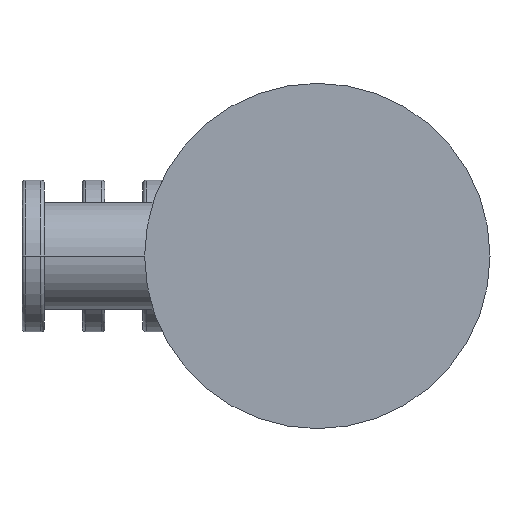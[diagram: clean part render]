
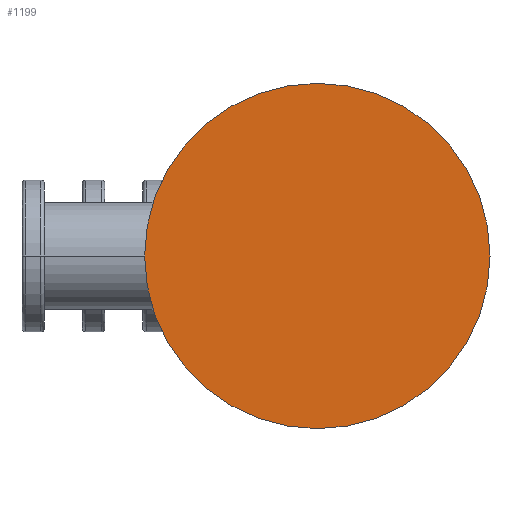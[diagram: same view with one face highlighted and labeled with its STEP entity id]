
A CAD part, left-side view. The second image highlights one B-rep face of the part: STEP entity #1199.
In plain terms, the highlighted planar face has unit normal (-1, 0, 0).
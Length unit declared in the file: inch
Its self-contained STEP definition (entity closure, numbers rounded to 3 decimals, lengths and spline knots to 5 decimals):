
#7=CARTESIAN_POINT('',(-0.32,0.,0.));
#8=DIRECTION('',(-1.,0.,0.));
#9=DIRECTION('',(0.,1.,0.));
#10=AXIS2_PLACEMENT_3D('',#7,#8,#9);
#57=CARTESIAN_POINT('',(-0.32,0.,0.));
#58=DIRECTION('',(1.,0.,0.));
#59=DIRECTION('',(0.,1.,0.));
#60=AXIS2_PLACEMENT_3D('',#57,#58,#59);
#876=CARTESIAN_POINT('',(-0.32,1.,0.));
#877=VERTEX_POINT('',#876);
#878=CARTESIAN_POINT('',(-0.32,-1.,0.));
#879=VERTEX_POINT('',#878);
#1190=CARTESIAN_POINT('',(-0.32,0.,0.));
#1191=DIRECTION('',(-1.,0.,0.));
#1192=DIRECTION('',(0.,-1.,0.));
#1193=AXIS2_PLACEMENT_3D('',#1190,#1191,#1192);
#1194=PLANE('',#1193);
#1195=ORIENTED_EDGE('',*,*,#1184,.T.);
#1196=ORIENTED_EDGE('',*,*,#1121,.F.);
#1197=EDGE_LOOP('',(#1195,#1196));
#1198=FACE_OUTER_BOUND('',#1197,.F.);
#1199=ADVANCED_FACE('',(#1198),#1194,.T.);
#11=CIRCLE('',#10,1.);
#61=CIRCLE('',#60,1.);
#1121=EDGE_CURVE('',#877,#879,#11,.T.);
#1184=EDGE_CURVE('',#877,#879,#61,.T.);
